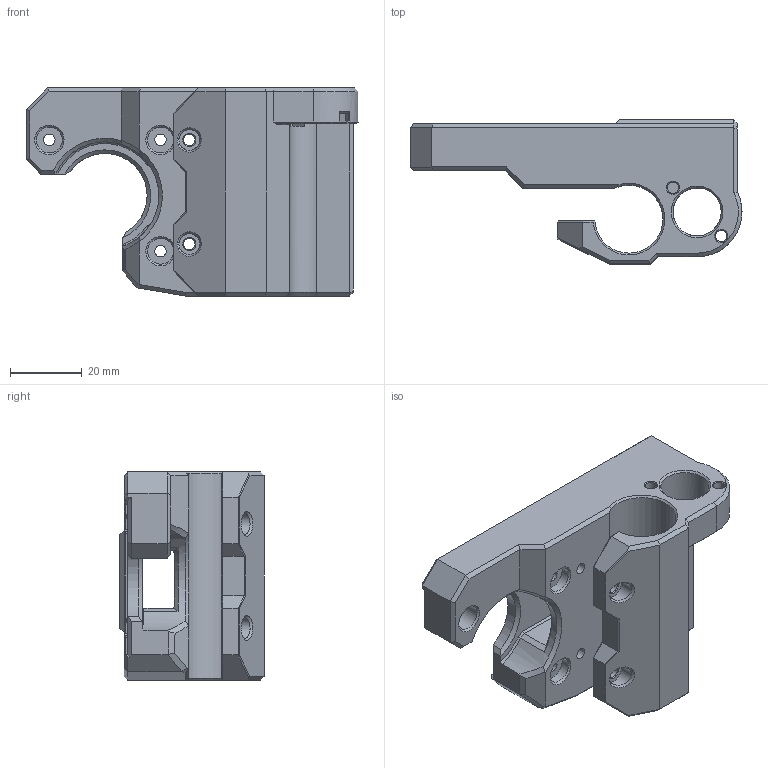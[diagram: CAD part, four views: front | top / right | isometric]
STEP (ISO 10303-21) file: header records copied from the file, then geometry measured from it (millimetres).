
FILE_DESCRIPTION(/* description */ (''),/* implementation_level */ '2;1');
FILE_NAME(/* name */ 'X_end_motor_idler.step',/* time_stamp */ '2021-05-15T11:11:09+02:00',/* author */ (''),/* organization */ (''),/* preprocessor_version */ 'ST-DEVELOPER v18.1',/* originating_system */ 'Autodesk Translation Framework v10.6.0.1341',/* authorisation */ '');
FILE_SCHEMA (('AUTOMOTIVE_DESIGN { 1 0 10303 214 3 1 1 }'));
Length unit declared in the file: millimetre
Products named in the file (1): X_end_motor_idler
Bounding box: 92.5 x 40.2 x 58 mm (x, y, z)
Volume: 71585.6 mm3; surface area: 24461.2 mm2
Topology: 1 solids, 1 shells, 372 faces, 980 edges, 621 vertices
Faces by surface type: plane 253, bspline 57, cone 35, cylinder 27
Full cylindrical faces by diameter (mm): 3.2 x10, 5.8 x2, 7.2 x3, 13.4 x1
Entity records: 12955 total; most frequent: CARTESIAN_POINT 4219, ORIENTED_EDGE 1960, DIRECTION 1582, EDGE_CURVE 980, LINE 694, VECTOR 694, VERTEX_POINT 621, AXIS2_PLACEMENT_3D 444
